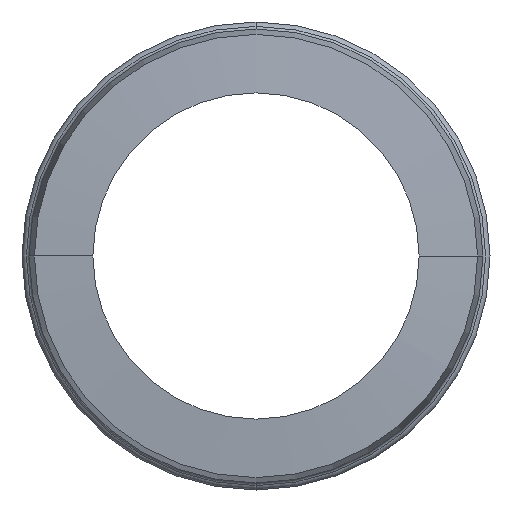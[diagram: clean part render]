
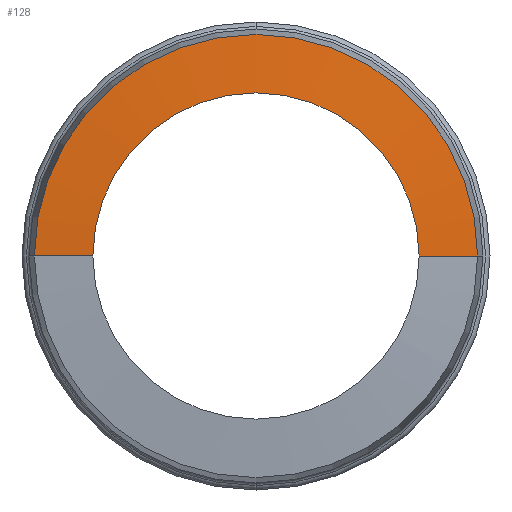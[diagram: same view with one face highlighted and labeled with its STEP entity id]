
A CAD part, left-side view. The second image highlights one B-rep face of the part: STEP entity #128.
In plain terms, the highlighted conical face has half-angle 85 degrees and reference radius 13.561 mm.
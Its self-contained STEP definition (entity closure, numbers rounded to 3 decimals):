
#128=ADVANCED_FACE('',(#310),#311,.T.);
#310=FACE_OUTER_BOUND('',#544,.T.);
#311=CONICAL_SURFACE('',#545,13.561,1.484);
#544=EDGE_LOOP('',(#855,#856,#857,#858));
#545=AXIS2_PLACEMENT_3D('',#859,#860,#861);
#855=ORIENTED_EDGE('',*,*,#1460,.F.);
#856=ORIENTED_EDGE('',*,*,#1461,.T.);
#857=ORIENTED_EDGE('',*,*,#1462,.F.);
#858=ORIENTED_EDGE('',*,*,#1463,.F.);
#859=CARTESIAN_POINT('',(0.18,0.0,0.0));
#860=DIRECTION('',(1.0,-0.0,-0.0));
#861=DIRECTION('',(0.0,1.0,0.0));
#1460=EDGE_CURVE('',#1757,#1758,#1759,.T.);
#1461=EDGE_CURVE('',#1757,#1760,#1761,.T.);
#1462=EDGE_CURVE('',#1762,#1760,#1763,.T.);
#1463=EDGE_CURVE('',#1758,#1762,#1764,.T.);
#1757=VERTEX_POINT('',#2119);
#1758=VERTEX_POINT('',#2120);
#1759=LINE('',#2121,#2122);
#1760=VERTEX_POINT('',#2123);
#1761=CIRCLE('',#2124,11.5);
#1762=VERTEX_POINT('',#2125);
#1763=LINE('',#2126,#2127);
#1764=CIRCLE('',#2128,15.623);
#2119=CARTESIAN_POINT('',(0.0,11.5,0.));
#2120=CARTESIAN_POINT('',(0.361,15.623,0.));
#2121=CARTESIAN_POINT('',(0.18,13.561,0.));
#2122=VECTOR('',#2577,1.0);
#2123=CARTESIAN_POINT('',(0.,-11.5,0.));
#2124=AXIS2_PLACEMENT_3D('',#2578,#2579,#2580);
#2125=CARTESIAN_POINT('',(0.361,-15.623,0.));
#2126=CARTESIAN_POINT('',(0.18,-13.561,0.));
#2127=VECTOR('',#2581,1.0);
#2128=AXIS2_PLACEMENT_3D('',#2582,#2583,#2584);
#2577=DIRECTION('',(0.087,0.996,0.));
#2578=CARTESIAN_POINT('',(0.0,0.0,0.0));
#2579=DIRECTION('',(1.0,0.0,0.0));
#2580=DIRECTION('',(0.0,1.0,0.0));
#2581=DIRECTION('',(-0.087,0.996,0.));
#2582=CARTESIAN_POINT('',(0.361,0.0,0.0));
#2583=DIRECTION('',(1.0,0.0,0.0));
#2584=DIRECTION('',(0.0,1.0,0.0));
